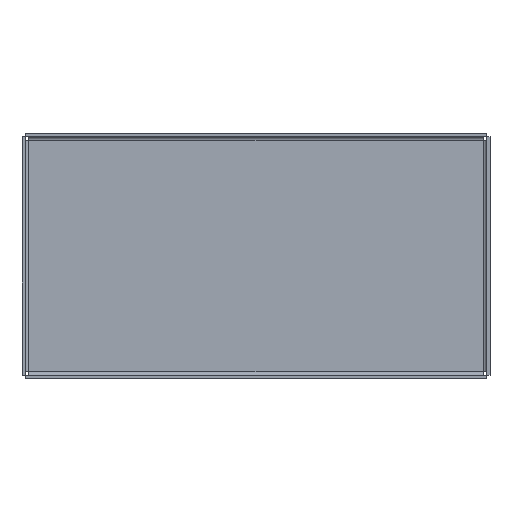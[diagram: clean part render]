
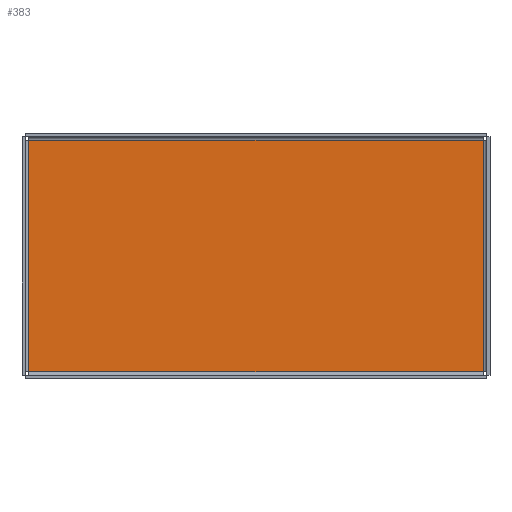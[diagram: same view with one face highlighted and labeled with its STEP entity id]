
A CAD part, top view. The second image highlights one B-rep face of the part: STEP entity #383.
In plain terms, the highlighted planar face has unit normal (0, 0, 1).
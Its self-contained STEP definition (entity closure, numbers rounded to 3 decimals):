
#109 = VERTEX_POINT('',#110);
#110 = CARTESIAN_POINT('',(53.725,-27.375,0.8));
#282 = VERTEX_POINT('',#283);
#283 = CARTESIAN_POINT('',(53.725,27.375,0.8));
#292 = EDGE_CURVE('',#282,#109,#293,.T.);
#293 = LINE('',#294,#295);
#294 = CARTESIAN_POINT('',(53.725,27.375,0.8));
#295 = VECTOR('',#296,1.);
#296 = DIRECTION('',(0.,-1.,0.));
#383 = ADVANCED_FACE('',(#384),#409,.T.);
#384 = FACE_BOUND('',#385,.F.);
#385 = EDGE_LOOP('',(#386,#394,#395,#403));
#386 = ORIENTED_EDGE('',*,*,#387,.T.);
#387 = EDGE_CURVE('',#388,#282,#390,.T.);
#388 = VERTEX_POINT('',#389);
#389 = CARTESIAN_POINT('',(-53.725,27.375,0.8));
#390 = LINE('',#391,#392);
#391 = CARTESIAN_POINT('',(-53.725,27.375,0.8));
#392 = VECTOR('',#393,1.);
#393 = DIRECTION('',(1.,0.,0.));
#394 = ORIENTED_EDGE('',*,*,#292,.T.);
#395 = ORIENTED_EDGE('',*,*,#396,.T.);
#396 = EDGE_CURVE('',#109,#397,#399,.T.);
#397 = VERTEX_POINT('',#398);
#398 = CARTESIAN_POINT('',(-53.725,-27.375,0.8));
#399 = LINE('',#400,#401);
#400 = CARTESIAN_POINT('',(53.725,-27.375,0.8));
#401 = VECTOR('',#402,1.);
#402 = DIRECTION('',(-1.,0.,0.));
#403 = ORIENTED_EDGE('',*,*,#404,.T.);
#404 = EDGE_CURVE('',#397,#388,#405,.T.);
#405 = LINE('',#406,#407);
#406 = CARTESIAN_POINT('',(-53.725,-27.375,0.8));
#407 = VECTOR('',#408,1.);
#408 = DIRECTION('',(0.,1.,0.));
#409 = PLANE('',#410);
#410 = AXIS2_PLACEMENT_3D('',#411,#412,#413);
#411 = CARTESIAN_POINT('',(0.,0.,0.8));
#412 = DIRECTION('',(0.,0.,1.));
#413 = DIRECTION('',(1.,0.,0.));
